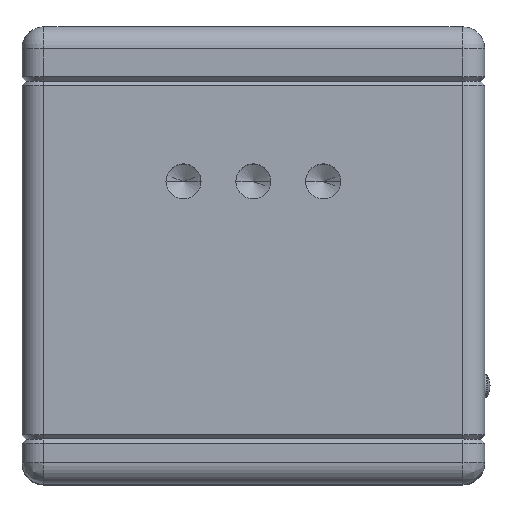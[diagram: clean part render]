
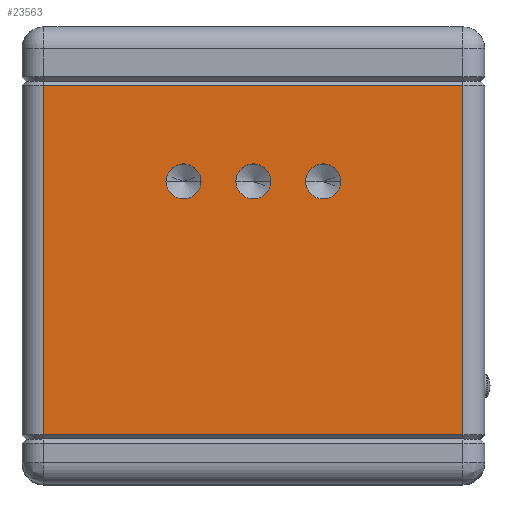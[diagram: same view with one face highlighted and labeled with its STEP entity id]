
A CAD part, top view. The second image highlights one B-rep face of the part: STEP entity #23563.
In plain terms, the highlighted face is planar.
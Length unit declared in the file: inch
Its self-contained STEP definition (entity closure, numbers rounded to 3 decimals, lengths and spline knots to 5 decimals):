
#317 = CARTESIAN_POINT ( 'NONE',  ( 1.6245, 0.575, -2.4 ) ) ;
#905 = EDGE_CURVE ( 'NONE', #60072, #85358, #69592, .T. ) ;
#1463 = FACE_OUTER_BOUND ( 'NONE', #128628, .T. ) ;
#3688 = CARTESIAN_POINT ( 'NONE',  ( 2.525, 2.05, -2.4 ) ) ;
#4581 = EDGE_CURVE ( 'NONE', #50951, #38653, #5394, .T. ) ;
#5394 = CIRCLE ( 'NONE', #11634, 0.1005 ) ;
#5661 = CARTESIAN_POINT ( 'NONE',  ( 2.525, 0.025, -2.4 ) ) ;
#6855 = DIRECTION ( 'NONE',  ( -1., 0., 0. ) ) ;
#10106 = CARTESIAN_POINT ( 'NONE',  ( 1.4255, 0.575, -2.4 ) ) ;
#11341 = VECTOR ( 'NONE', #26985, 39.37008 ) ;
#11634 = AXIS2_PLACEMENT_3D ( 'NONE', #85674, #67965, #6855 ) ;
#11921 = CARTESIAN_POINT ( 'NONE',  ( 0., 2.05, -2.4 ) ) ;
#13209 = EDGE_LOOP ( 'NONE', ( #107558, #109476 ) ) ;
#13449 = DIRECTION ( 'NONE',  ( 0., 0., 1. ) ) ;
#18683 = DIRECTION ( 'NONE',  ( 0., -1., 0. ) ) ;
#21080 = AXIS2_PLACEMENT_3D ( 'NONE', #11921, #92062, #86705 ) ;
#21815 = PLANE ( 'NONE',  #21080 ) ;
#23563 = ADVANCED_FACE ( 'NONE', ( #1463, #81526, #121689, #71707 ), #21815, .T. ) ;
#24028 = LINE ( 'NONE', #3688, #61079 ) ;
#26985 = DIRECTION ( 'NONE',  ( 1., 0., 0. ) ) ;
#27379 = LINE ( 'NONE', #125958, #34627 ) ;
#29192 = CARTESIAN_POINT ( 'NONE',  ( 0.125, 2.05, -2.4 ) ) ;
#29544 = CARTESIAN_POINT ( 'NONE',  ( 0., 0.025, -2.4 ) ) ;
#29632 = CIRCLE ( 'NONE', #67357, 0.1005 ) ;
#31103 = EDGE_CURVE ( 'NONE', #73722, #69566, #47302, .T. ) ;
#31874 = VERTEX_POINT ( 'NONE', #317 ) ;
#33268 = DIRECTION ( 'NONE',  ( 0., 0., 1. ) ) ;
#34627 = VECTOR ( 'NONE', #35914, 39.37008 ) ;
#34942 = CARTESIAN_POINT ( 'NONE',  ( 1.8255, 0.575, -2.4 ) ) ;
#34971 = EDGE_CURVE ( 'NONE', #38653, #50951, #122005, .T. ) ;
#35194 = VERTEX_POINT ( 'NONE', #34942 ) ;
#35914 = DIRECTION ( 'NONE',  ( 1., 0., 0. ) ) ;
#35975 = CARTESIAN_POINT ( 'NONE',  ( 1.325, 0.575, -2.4 ) ) ;
#36994 = ORIENTED_EDGE ( 'NONE', *, *, #31103, .F. ) ;
#38653 = VERTEX_POINT ( 'NONE', #66170 ) ;
#38943 = CARTESIAN_POINT ( 'NONE',  ( 1.325, 0.575, -2.4 ) ) ;
#39624 = ORIENTED_EDGE ( 'NONE', *, *, #65405, .T. ) ;
#42397 = ORIENTED_EDGE ( 'NONE', *, *, #34971, .T. ) ;
#46160 = DIRECTION ( 'NONE',  ( 0., 0., 1. ) ) ;
#47302 = LINE ( 'NONE', #29544, #11341 ) ;
#50951 = VERTEX_POINT ( 'NONE', #69220 ) ;
#51329 = LINE ( 'NONE', #29192, #56381 ) ;
#53184 = EDGE_CURVE ( 'NONE', #35194, #31874, #69344, .T. ) ;
#55305 = EDGE_LOOP ( 'NONE', ( #39624, #88952 ) ) ;
#55674 = DIRECTION ( 'NONE',  ( -1., 0., 0. ) ) ;
#56381 = VECTOR ( 'NONE', #18683, 39.37008 ) ;
#60072 = VERTEX_POINT ( 'NONE', #128480 ) ;
#60099 = ORIENTED_EDGE ( 'NONE', *, *, #4581, .T. ) ;
#61079 = VECTOR ( 'NONE', #73936, 39.37008 ) ;
#63762 = VERTEX_POINT ( 'NONE', #65449 ) ;
#65405 = EDGE_CURVE ( 'NONE', #31874, #35194, #95899, .T. ) ;
#65449 = CARTESIAN_POINT ( 'NONE',  ( 2.525, 2.025, -2.4 ) ) ;
#66170 = CARTESIAN_POINT ( 'NONE',  ( 1.0255, 0.575, -2.4 ) ) ;
#67357 = AXIS2_PLACEMENT_3D ( 'NONE', #38943, #46160, #126376 ) ;
#67965 = DIRECTION ( 'NONE',  ( 0., 0., 1. ) ) ;
#68364 = EDGE_CURVE ( 'NONE', #108272, #73722, #51329, .T. ) ;
#69220 = CARTESIAN_POINT ( 'NONE',  ( 0.8245, 0.575, -2.4 ) ) ;
#69344 = CIRCLE ( 'NONE', #73572, 0.1005 ) ;
#69566 = VERTEX_POINT ( 'NONE', #5661 ) ;
#69592 = CIRCLE ( 'NONE', #94760, 0.1005 ) ;
#71707 = FACE_BOUND ( 'NONE', #55305, .T. ) ;
#71741 = CARTESIAN_POINT ( 'NONE',  ( 0.125, 0.025, -2.4 ) ) ;
#72806 = AXIS2_PLACEMENT_3D ( 'NONE', #124537, #13449, #93628 ) ;
#73572 = AXIS2_PLACEMENT_3D ( 'NONE', #94356, #33268, #73988 ) ;
#73722 = VERTEX_POINT ( 'NONE', #71741 ) ;
#73936 = DIRECTION ( 'NONE',  ( 0., 1., 0. ) ) ;
#73988 = DIRECTION ( 'NONE',  ( -1., 0., 0. ) ) ;
#79006 = CARTESIAN_POINT ( 'NONE',  ( 0.925, 0.575, -2.4 ) ) ;
#80614 = EDGE_CURVE ( 'NONE', #69566, #63762, #24028, .T. ) ;
#81526 = FACE_BOUND ( 'NONE', #95896, .T. ) ;
#81684 = EDGE_CURVE ( 'NONE', #85358, #60072, #29632, .T. ) ;
#83090 = ORIENTED_EDGE ( 'NONE', *, *, #68364, .F. ) ;
#85358 = VERTEX_POINT ( 'NONE', #10106 ) ;
#85674 = CARTESIAN_POINT ( 'NONE',  ( 0.925, 0.575, -2.4 ) ) ;
#86705 = DIRECTION ( 'NONE',  ( -1., 0., 0. ) ) ;
#87580 = DIRECTION ( 'NONE',  ( 0., 0., 1. ) ) ;
#88952 = ORIENTED_EDGE ( 'NONE', *, *, #53184, .T. ) ;
#92062 = DIRECTION ( 'NONE',  ( 0., 0., -1. ) ) ;
#93628 = DIRECTION ( 'NONE',  ( -1., 0., 0. ) ) ;
#94356 = CARTESIAN_POINT ( 'NONE',  ( 1.725, 0.575, -2.4 ) ) ;
#94760 = AXIS2_PLACEMENT_3D ( 'NONE', #35975, #126656, #55674 ) ;
#95896 = EDGE_LOOP ( 'NONE', ( #60099, #42397 ) ) ;
#95899 = CIRCLE ( 'NONE', #72806, 0.1005 ) ;
#98402 = ORIENTED_EDGE ( 'NONE', *, *, #80614, .F. ) ;
#107342 = AXIS2_PLACEMENT_3D ( 'NONE', #79006, #87580, #127082 ) ;
#107558 = ORIENTED_EDGE ( 'NONE', *, *, #905, .T. ) ;
#108272 = VERTEX_POINT ( 'NONE', #126266 ) ;
#109476 = ORIENTED_EDGE ( 'NONE', *, *, #81684, .T. ) ;
#115976 = EDGE_CURVE ( 'NONE', #108272, #63762, #27379, .T. ) ;
#118040 = ORIENTED_EDGE ( 'NONE', *, *, #115976, .T. ) ;
#121689 = FACE_BOUND ( 'NONE', #13209, .T. ) ;
#122005 = CIRCLE ( 'NONE', #107342, 0.1005 ) ;
#124537 = CARTESIAN_POINT ( 'NONE',  ( 1.725, 0.575, -2.4 ) ) ;
#125958 = CARTESIAN_POINT ( 'NONE',  ( 0., 2.025, -2.4 ) ) ;
#126266 = CARTESIAN_POINT ( 'NONE',  ( 0.125, 2.025, -2.4 ) ) ;
#126376 = DIRECTION ( 'NONE',  ( -1., 0., 0. ) ) ;
#126656 = DIRECTION ( 'NONE',  ( 0., 0., 1. ) ) ;
#127082 = DIRECTION ( 'NONE',  ( -1., 0., 0. ) ) ;
#128480 = CARTESIAN_POINT ( 'NONE',  ( 1.2245, 0.575, -2.4 ) ) ;
#128628 = EDGE_LOOP ( 'NONE', ( #83090, #118040, #98402, #36994 ) ) ;
